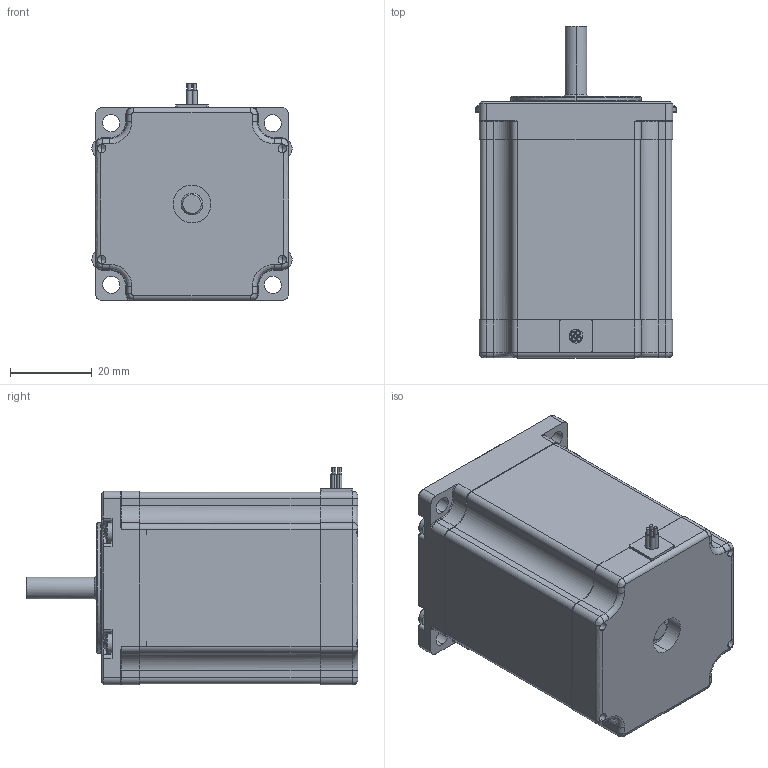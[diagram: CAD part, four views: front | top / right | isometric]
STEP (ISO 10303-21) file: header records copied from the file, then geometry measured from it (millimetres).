
FILE_DESCRIPTION(('FreeCAD Model'),'2;1');
FILE_NAME('Open CASCADE Shape Model','2025-05-02T20:05:12',('FreeCAD'),( 'FreeCAD'),'Open CASCADE STEP processor 7.6','FreeCAD','Unknown');
FILE_SCHEMA(('AUTOMOTIVE_DESIGN { 1 0 10303 214 1 1 1 1 }'));
Length unit declared in the file: millimetre
Products named in the file (1): Open CASCADE STEP translator 7.6 1
Bounding box: 48.94 x 81.17 x 53.16 mm (x, y, z)
Volume: 126043.5 mm3; surface area: 17518.9 mm2
Topology: 14 solids, 14 shells, 473 faces, 1136 edges, 684 vertices
Faces by surface type: bspline 473
Entity records: 13442 total; most frequent: CARTESIAN_POINT 7169, ORIENTED_EDGE 2224, EDGE_CURVE 1112, VERTEX_POINT 684, B_SPLINE_CURVE_WITH_KNOTS 548, FACE_BOUND 500, EDGE_LOOP 500, ADVANCED_FACE 473
